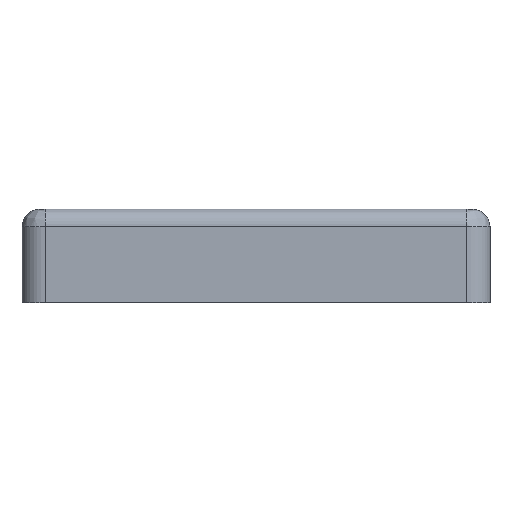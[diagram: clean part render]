
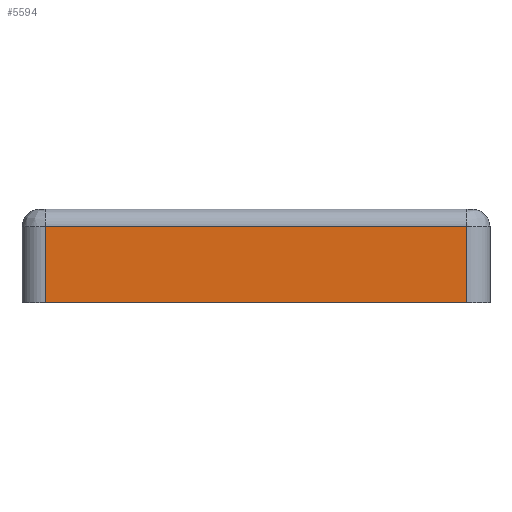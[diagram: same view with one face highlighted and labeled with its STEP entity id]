
A CAD part, front view. The second image highlights one B-rep face of the part: STEP entity #5594.
In plain terms, the highlighted planar face has unit normal (0, -1, 0).
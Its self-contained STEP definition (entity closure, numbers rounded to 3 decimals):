
#108 = VERTEX_POINT ( 'NONE', #4176 ) ;
#453 = LINE ( 'NONE', #3049, #6854 ) ;
#659 = ORIENTED_EDGE ( 'NONE', *, *, #4584, .F. ) ;
#1234 = LINE ( 'NONE', #5096, #1714 ) ;
#1512 = DIRECTION ( 'NONE',  ( 0., 0., -1. ) ) ;
#1714 = VECTOR ( 'NONE', #9798, 1000. ) ;
#2179 = EDGE_CURVE ( 'NONE', #3501, #7733, #453, .T. ) ;
#2548 = DIRECTION ( 'NONE',  ( 0., 0., 1. ) ) ;
#2569 = AXIS2_PLACEMENT_3D ( 'NONE', #5151, #8097, #8859 ) ;
#2609 = ORIENTED_EDGE ( 'NONE', *, *, #2179, .F. ) ;
#2776 = PLANE ( 'NONE',  #2569 ) ;
#3049 = CARTESIAN_POINT ( 'NONE',  ( 36., -40., 16. ) ) ;
#3501 = VERTEX_POINT ( 'NONE', #8249 ) ;
#3552 = VECTOR ( 'NONE', #2548, 1000. ) ;
#3647 = CARTESIAN_POINT ( 'NONE',  ( -40., -40., 0. ) ) ;
#3904 = LINE ( 'NONE', #3647, #9753 ) ;
#4176 = CARTESIAN_POINT ( 'NONE',  ( -36., -40., 13. ) ) ;
#4584 = EDGE_CURVE ( 'NONE', #8257, #108, #5119, .T. ) ;
#5096 = CARTESIAN_POINT ( 'NONE',  ( -40., -40., 13. ) ) ;
#5119 = LINE ( 'NONE', #8292, #3552 ) ;
#5151 = CARTESIAN_POINT ( 'NONE',  ( 40., -40., 16. ) ) ;
#5299 = ORIENTED_EDGE ( 'NONE', *, *, #5851, .F. ) ;
#5317 = EDGE_CURVE ( 'NONE', #108, #3501, #1234, .T. ) ;
#5594 = ADVANCED_FACE ( 'NONE', ( #8934 ), #2776, .F. ) ;
#5851 = EDGE_CURVE ( 'NONE', #7733, #8257, #3904, .T. ) ;
#6239 = ORIENTED_EDGE ( 'NONE', *, *, #5317, .F. ) ;
#6854 = VECTOR ( 'NONE', #1512, 1000. ) ;
#7733 = VERTEX_POINT ( 'NONE', #9785 ) ;
#7964 = CARTESIAN_POINT ( 'NONE',  ( -36., -40., 0. ) ) ;
#8097 = DIRECTION ( 'NONE',  ( 0., 1., 0. ) ) ;
#8249 = CARTESIAN_POINT ( 'NONE',  ( 36., -40., 13. ) ) ;
#8257 = VERTEX_POINT ( 'NONE', #7964 ) ;
#8292 = CARTESIAN_POINT ( 'NONE',  ( -36., -40., 16. ) ) ;
#8859 = DIRECTION ( 'NONE',  ( -1., 0., 0. ) ) ;
#8934 = FACE_OUTER_BOUND ( 'NONE', #9726, .T. ) ;
#9007 = DIRECTION ( 'NONE',  ( -1., 0., 0. ) ) ;
#9726 = EDGE_LOOP ( 'NONE', ( #6239, #659, #5299, #2609 ) ) ;
#9753 = VECTOR ( 'NONE', #9007, 1000. ) ;
#9785 = CARTESIAN_POINT ( 'NONE',  ( 36., -40., 0. ) ) ;
#9798 = DIRECTION ( 'NONE',  ( 1., 0., 0. ) ) ;
